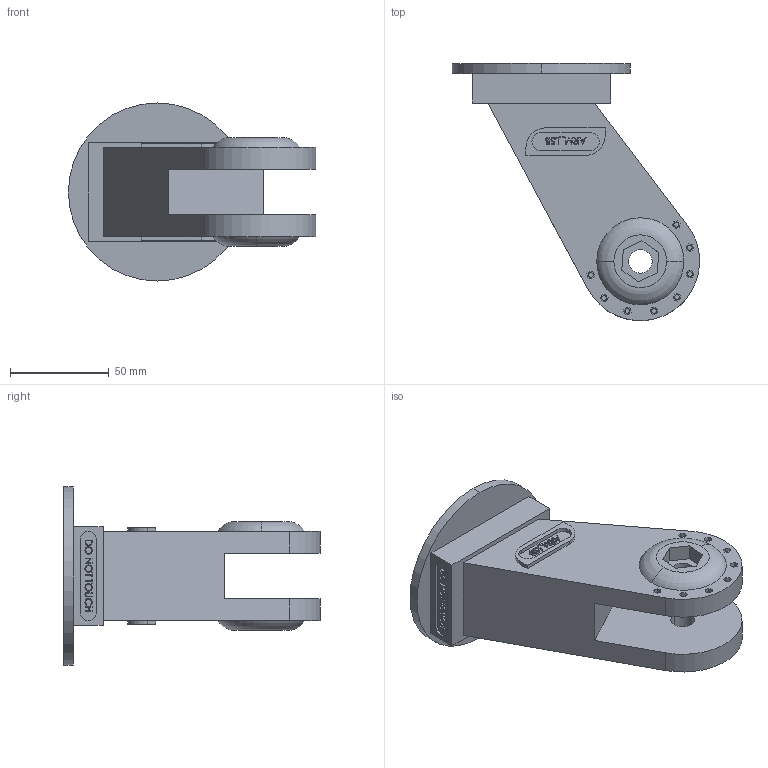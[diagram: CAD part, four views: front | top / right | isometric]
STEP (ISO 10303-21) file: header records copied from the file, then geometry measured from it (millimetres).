
FILE_DESCRIPTION (( 'STEP AP203' ), '1' );
FILE_NAME ('link1_Varsayilan_sldprt.STEP', '2020-05-21T19:00:11', ( '' ), ( '' ), 'SwSTEP 2.0', 'SolidWorks 2016', '' );
FILE_SCHEMA (( 'CONFIG_CONTROL_DESIGN' ));
Length unit declared in the file: millimetre
Products named in the file (1): link1_Varsayilan_sldprt
Bounding box: 125 x 129.9 x 90 mm (x, y, z)
Volume: 293664 mm3; surface area: 49370.9 mm2
Topology: 1 solids, 1 shells, 560 faces, 1422 edges, 948 vertices
Faces by surface type: plane 389, bspline 111, cylinder 56, torus 4
Entity records: 23833 total; most frequent: CARTESIAN_POINT 10826, ORIENTED_EDGE 2844, DIRECTION 2224, EDGE_CURVE 1422, LINE 1076, VECTOR 1076, VERTEX_POINT 948, EDGE_LOOP 648
